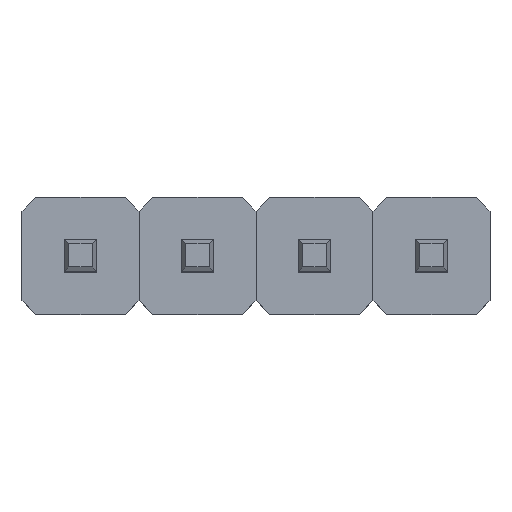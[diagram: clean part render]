
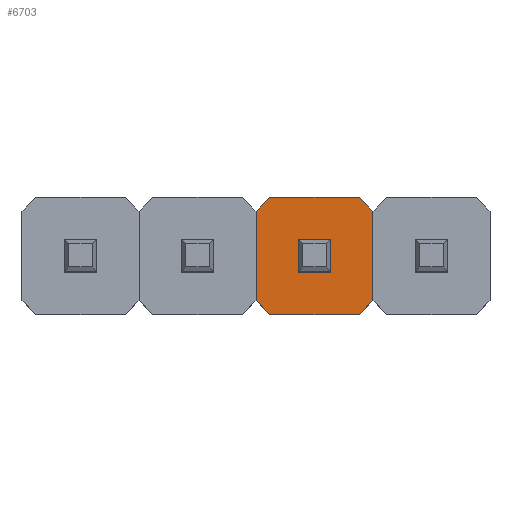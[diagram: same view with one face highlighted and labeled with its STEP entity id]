
A CAD part, top view. The second image highlights one B-rep face of the part: STEP entity #6703.
In plain terms, the highlighted planar face has unit normal (0, 0, 1).
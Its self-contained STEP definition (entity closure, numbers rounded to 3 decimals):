
#87=FACE_BOUND('',#610,.T.);
#239=FACE_OUTER_BOUND('',#609,.T.);
#609=EDGE_LOOP('',(#4254,#4255,#4256,#4257,#4258,#4259,#4260,#4261));
#610=EDGE_LOOP('',(#4262,#4263,#4264,#4265));
#1038=LINE('',#9106,#1854);
#1041=LINE('',#9112,#1857);
#1044=LINE('',#9118,#1860);
#1050=LINE('',#9129,#1866);
#1053=LINE('',#9135,#1869);
#1056=LINE('',#9141,#1872);
#1059=LINE('',#9147,#1875);
#1062=LINE('',#9152,#1878);
#1065=LINE('',#9159,#1881);
#1066=LINE('',#9161,#1882);
#1067=LINE('',#9163,#1883);
#1068=LINE('',#9164,#1884);
#1854=VECTOR('',#7443,1.);
#1857=VECTOR('',#7448,1.);
#1860=VECTOR('',#7453,1.);
#1866=VECTOR('',#7461,1.);
#1869=VECTOR('',#7466,1.);
#1872=VECTOR('',#7471,1.);
#1875=VECTOR('',#7476,1.);
#1878=VECTOR('',#7481,1.);
#1881=VECTOR('',#7486,1.);
#1882=VECTOR('',#7487,1.);
#1883=VECTOR('',#7488,1.);
#1884=VECTOR('',#7489,1.);
#2676=VERTEX_POINT('',#9099);
#2679=VERTEX_POINT('',#9104);
#2681=VERTEX_POINT('',#9110);
#2683=VERTEX_POINT('',#9116);
#2687=VERTEX_POINT('',#9127);
#2689=VERTEX_POINT('',#9133);
#2691=VERTEX_POINT('',#9139);
#2693=VERTEX_POINT('',#9145);
#2696=VERTEX_POINT('',#9157);
#2697=VERTEX_POINT('',#9158);
#2698=VERTEX_POINT('',#9160);
#2699=VERTEX_POINT('',#9162);
#3288=EDGE_CURVE('',#2676,#2679,#1038,.T.);
#3291=EDGE_CURVE('',#2679,#2681,#1041,.T.);
#3294=EDGE_CURVE('',#2681,#2683,#1044,.T.);
#3300=EDGE_CURVE('',#2683,#2687,#1050,.T.);
#3303=EDGE_CURVE('',#2687,#2689,#1053,.T.);
#3306=EDGE_CURVE('',#2689,#2691,#1056,.T.);
#3309=EDGE_CURVE('',#2691,#2693,#1059,.T.);
#3312=EDGE_CURVE('',#2693,#2676,#1062,.T.);
#3315=EDGE_CURVE('',#2696,#2697,#1065,.T.);
#3316=EDGE_CURVE('',#2698,#2696,#1066,.T.);
#3317=EDGE_CURVE('',#2699,#2698,#1067,.T.);
#3318=EDGE_CURVE('',#2697,#2699,#1068,.T.);
#4254=ORIENTED_EDGE('',*,*,#3288,.T.);
#4255=ORIENTED_EDGE('',*,*,#3291,.T.);
#4256=ORIENTED_EDGE('',*,*,#3294,.T.);
#4257=ORIENTED_EDGE('',*,*,#3300,.T.);
#4258=ORIENTED_EDGE('',*,*,#3303,.T.);
#4259=ORIENTED_EDGE('',*,*,#3306,.T.);
#4260=ORIENTED_EDGE('',*,*,#3309,.T.);
#4261=ORIENTED_EDGE('',*,*,#3312,.T.);
#4262=ORIENTED_EDGE('',*,*,#3315,.F.);
#4263=ORIENTED_EDGE('',*,*,#3316,.F.);
#4264=ORIENTED_EDGE('',*,*,#3317,.F.);
#4265=ORIENTED_EDGE('',*,*,#3318,.F.);
#6027=PLANE('',#7086);
#6703=ADVANCED_FACE('',(#239,#87),#6027,.T.);
#7086=AXIS2_PLACEMENT_3D('',#9156,#7484,#7485);
#7443=DIRECTION('',(0.707,-0.707,0.));
#7448=DIRECTION('',(1.,0.,0.));
#7453=DIRECTION('',(0.707,0.707,0.));
#7461=DIRECTION('',(0.,1.,0.));
#7466=DIRECTION('',(-0.707,0.707,0.));
#7471=DIRECTION('',(-1.,0.,0.));
#7476=DIRECTION('',(-0.707,-0.707,0.));
#7481=DIRECTION('',(0.,-1.,0.));
#7484=DIRECTION('center_axis',(0.,0.,1.));
#7485=DIRECTION('ref_axis',(1.,0.,0.));
#7486=DIRECTION('',(0.,1.,0.));
#7487=DIRECTION('',(1.,0.,0.));
#7488=DIRECTION('',(0.,-1.,0.));
#7489=DIRECTION('',(-1.,0.,0.));
#9099=CARTESIAN_POINT('',(0.,-0.97,2.5));
#9104=CARTESIAN_POINT('',(0.3,-1.27,2.5));
#9106=CARTESIAN_POINT('',(0.,-0.97,2.5));
#9110=CARTESIAN_POINT('',(2.24,-1.27,2.5));
#9112=CARTESIAN_POINT('',(0.3,-1.27,2.5));
#9116=CARTESIAN_POINT('',(2.54,-0.97,2.5));
#9118=CARTESIAN_POINT('',(2.24,-1.27,2.5));
#9127=CARTESIAN_POINT('',(2.54,0.97,2.5));
#9129=CARTESIAN_POINT('',(2.54,0.97,2.5));
#9133=CARTESIAN_POINT('',(2.24,1.27,2.5));
#9135=CARTESIAN_POINT('',(2.24,1.27,2.5));
#9139=CARTESIAN_POINT('',(0.3,1.27,2.5));
#9141=CARTESIAN_POINT('',(0.3,1.27,2.5));
#9145=CARTESIAN_POINT('',(0.,0.97,2.5));
#9147=CARTESIAN_POINT('',(0.,0.97,2.5));
#9152=CARTESIAN_POINT('',(0.,0.97,2.5));
#9156=CARTESIAN_POINT('Origin',(1.27,0.,2.5));
#9157=CARTESIAN_POINT('',(1.62,-0.35,2.5));
#9158=CARTESIAN_POINT('',(1.62,0.35,2.5));
#9159=CARTESIAN_POINT('',(1.62,0.,2.5));
#9160=CARTESIAN_POINT('',(0.92,-0.35,2.5));
#9161=CARTESIAN_POINT('',(1.27,-0.35,2.5));
#9162=CARTESIAN_POINT('',(0.92,0.35,2.5));
#9163=CARTESIAN_POINT('',(0.92,0.,2.5));
#9164=CARTESIAN_POINT('',(1.27,0.35,2.5));
